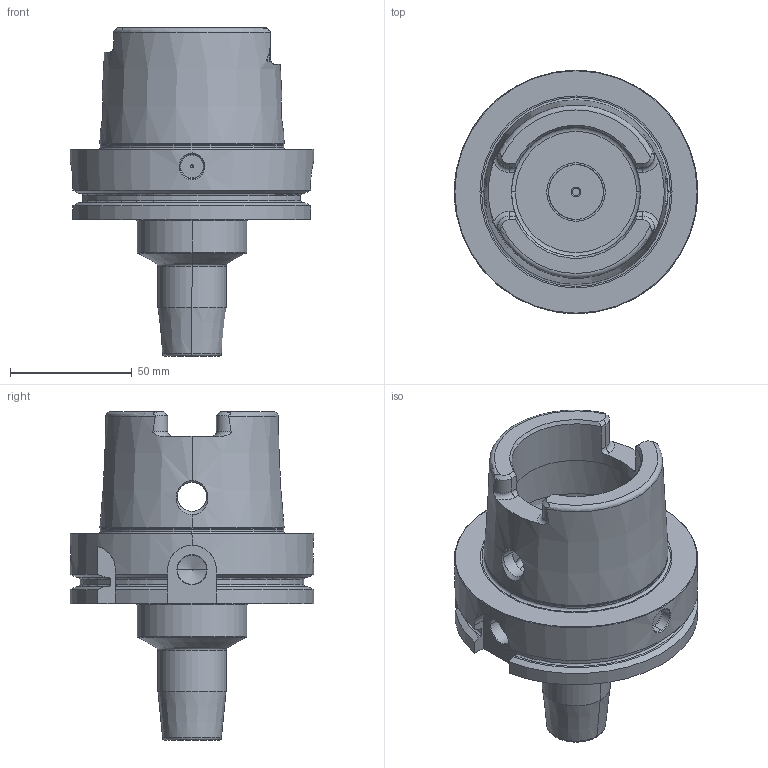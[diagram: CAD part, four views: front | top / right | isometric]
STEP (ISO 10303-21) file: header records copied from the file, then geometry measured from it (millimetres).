
FILE_DESCRIPTION((''),'2;1');
FILE_NAME('607559771-000-01-E43','2023-04-28T09:34:15',('liebchenm'),(''),'CREO PARAMETRIC BY PTC INC, 2021184','CREO PARAMETRIC BY PTC INC, 2021184','');
FILE_SCHEMA(('AP242_MANAGED_MODEL_BASED_3D_ENGINEERING_MIM_LF { 1 0 10303 442 1 1 4 }'));
Length unit declared in the file: millimetre
Products named in the file (1): 607559771-000-01-E43
Bounding box: 100 x 100 x 134.9 mm (x, y, z)
Volume: 299149.5 mm3; surface area: 56795.9 mm2
Topology: 1 solids, 2 shells, 169 faces, 419 edges, 257 vertices
Faces by surface type: cylinder 50, cone 44, plane 41, torus 34
Entity records: 8460 total; most frequent: CARTESIAN_POINT 2594, DIRECTION 867, ORIENTED_EDGE 830, PRESENTATION_STYLE_ASSIGNMENT 422, STYLED_ITEM 422, CURVE_STYLE 420, EDGE_CURVE 417, AXIS2_PLACEMENT_3D 360
